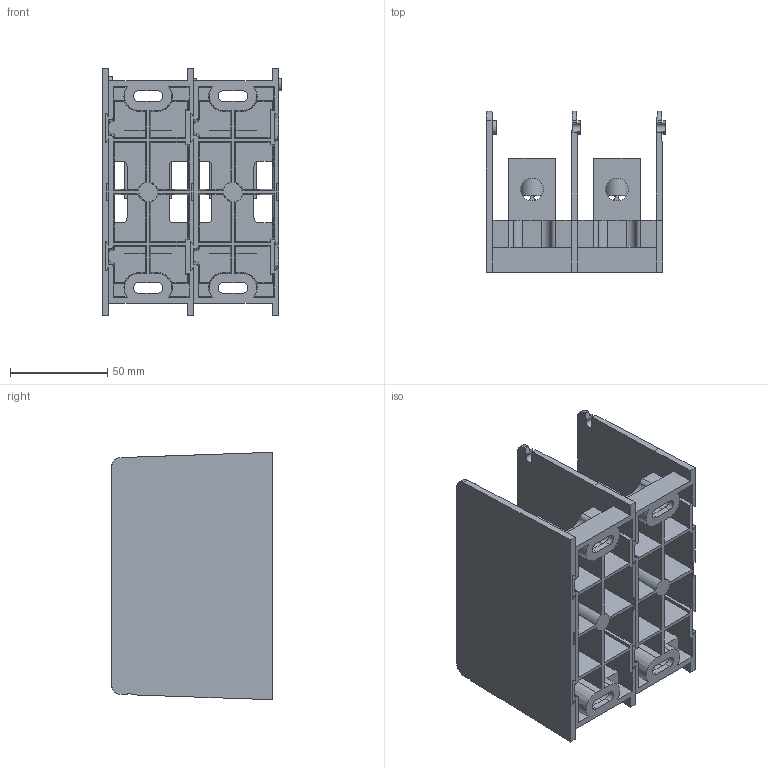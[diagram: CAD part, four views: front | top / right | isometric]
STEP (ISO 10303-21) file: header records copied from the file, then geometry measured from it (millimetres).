
FILE_DESCRIPTION (( 'STEP AP214' ), '1' );
FILE_NAME ('701891rev-2P.STEP', '2014-03-17T14:30:59', ( '' ), ( '' ), 'SwSTEP 2.0', 'SolidWorks 2013', '' );
FILE_SCHEMA (( 'AUTOMOTIVE_DESIGN' ));
Length unit declared in the file: inch
Products named in the file (1): 701891rev-2P
Bounding box: 92.16 x 82.55 x 127.01 mm (x, y, z)
Surface area: 120488.1 mm2 (no closed solid volume)
Topology: 0 solids, 18 shells, 456 faces, 1716 edges, 1198 vertices
Faces by surface type: plane 297, cylinder 115, cone 44
Full cylindrical faces by diameter (mm): 3.581 x19, 4.064 x1, 7.112 x1, 12.7 x2
Entity records: 23907 total; most frequent: CARTESIAN_POINT 4703, ORIENTED_EDGE 2605, DIRECTION 2510, EDGE_CURVE 1642, VERTEX_POINT 1175, LINE 1038, VECTOR 1038, AXIS2_PLACEMENT_3D 736
